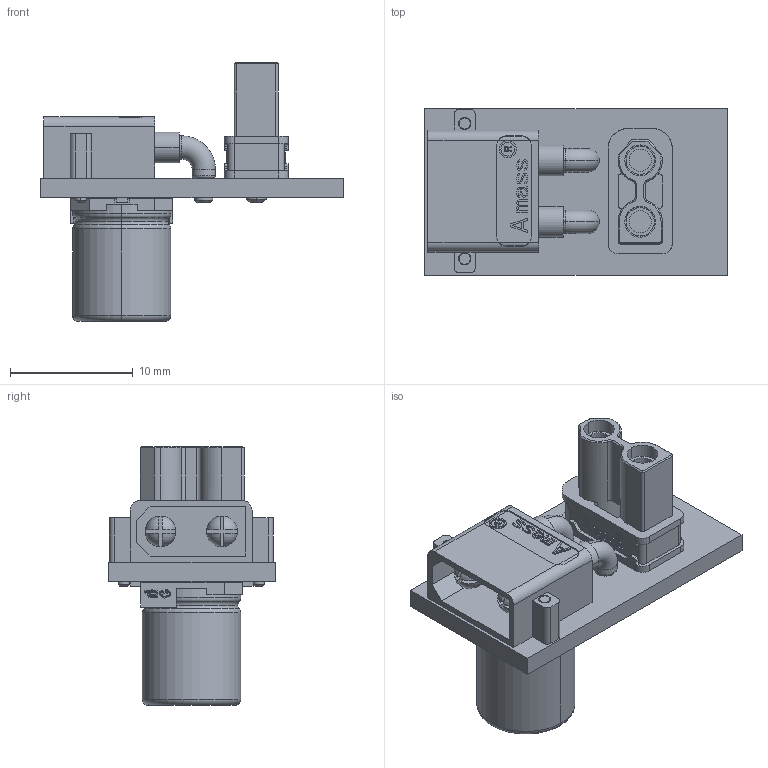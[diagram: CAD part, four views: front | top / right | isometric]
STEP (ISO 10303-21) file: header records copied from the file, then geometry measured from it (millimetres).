
FILE_DESCRIPTION(('Designed by EasyEDA Pro'),'2;1');
FILE_NAME('Open CASCADE Shape Model','2024-07-03T11:27:28',('Author'),( 'Open CASCADE'),'Open CASCADE STEP processor 7.6','Open CASCADE 7.6' ,'Unknown');
FILE_SCHEMA(('AUTOMOTIVE_DESIGN { 1 0 10303 214 1 1 1 1 }'));
Length unit declared in the file: millimetre
Products named in the file (11): PCBModel; COMPOUND; C2; CAP-SMD_BD8.0-L8.3-W8.3-FD; SOLID; CN2; CONN-TH_XT30UPB-F; CN1; CONN-TH_XT30PW-M
Assembly tree (10 placements, depth 4):
  PCBModel
    COMPOUND
    C2
      CAP-SMD_BD8.0-L8.3-W8.3-FD
        SOLID
    CN2
      CONN-TH_XT30UPB-F
        COMPOUND
    CN1
      CONN-TH_XT30PW-M
        COMPOUND
Bounding box: 24.61 x 13.56 x 21.05 mm (x, y, z)
Volume: 1567 mm3; surface area: 2768.3 mm2
Topology: 8 solids, 8 shells, 1750 faces, 4828 edges, 3188 vertices
Faces by surface type: plane 1431, cylinder 155, bspline 102, cone 32, torus 22, sphere 8
Full cylindrical faces by diameter (mm): 1.1 x2, 1.7 x4
Entity records: 67056 total; most frequent: CARTESIAN_POINT 11436, ORIENTED_EDGE 9654, DIRECTION 8326, EDGE_CURVE 4827, LINE 4190, VECTOR 4190, VERTEX_POINT 3188, AXIS2_PLACEMENT_3D 2068
